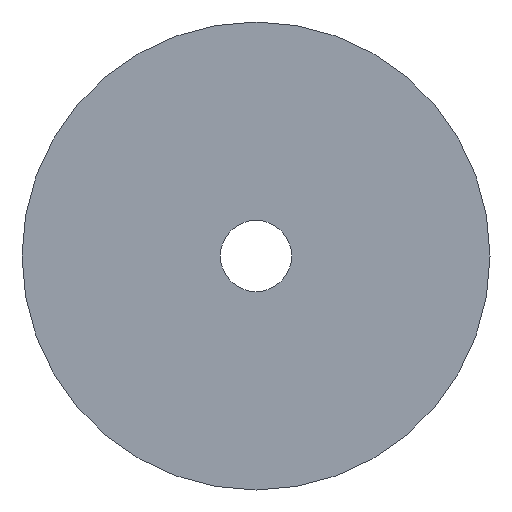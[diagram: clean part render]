
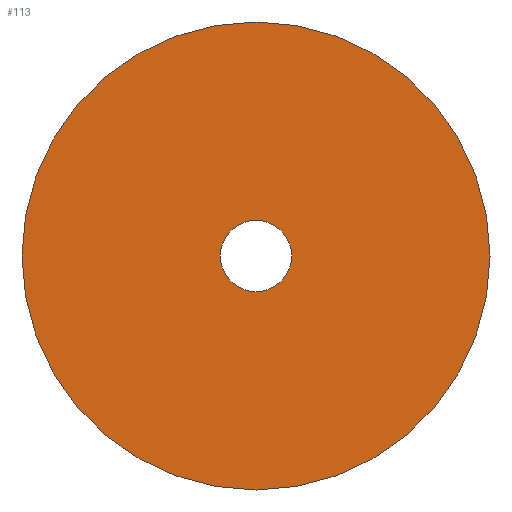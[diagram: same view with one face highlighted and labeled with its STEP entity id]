
A CAD part, front view. The second image highlights one B-rep face of the part: STEP entity #113.
In plain terms, the highlighted planar face has unit normal (0, -1, 0).
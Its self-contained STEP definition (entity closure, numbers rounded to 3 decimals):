
#21=PLANE('',#133);
#30=FACE_BOUND('',#57,.T.);
#39=FACE_OUTER_BOUND('',#56,.T.);
#56=EDGE_LOOP('',(#101));
#57=EDGE_LOOP('',(#102));
#61=CIRCLE('',#122,11.5);
#62=CIRCLE('',#124,1.75);
#70=VERTEX_POINT('',#182);
#71=VERTEX_POINT('',#185);
#79=EDGE_CURVE('',#70,#70,#61,.T.);
#80=EDGE_CURVE('',#71,#71,#62,.T.);
#101=ORIENTED_EDGE('',*,*,#79,.F.);
#102=ORIENTED_EDGE('',*,*,#80,.T.);
#113=ADVANCED_FACE('',(#39,#30),#21,.F.);
#122=AXIS2_PLACEMENT_3D('',#183,#148,#149);
#124=AXIS2_PLACEMENT_3D('',#186,#152,#153);
#133=AXIS2_PLACEMENT_3D('',#199,#170,#171);
#148=DIRECTION('center_axis',(0.,1.,0.));
#149=DIRECTION('ref_axis',(1.,0.,0.));
#152=DIRECTION('center_axis',(0.,1.,0.));
#153=DIRECTION('ref_axis',(-1.,0.,0.));
#170=DIRECTION('center_axis',(0.,1.,0.));
#171=DIRECTION('ref_axis',(0.,0.,1.));
#182=CARTESIAN_POINT('',(11.5,0.,0.));
#183=CARTESIAN_POINT('Origin',(0.,0.,0.));
#185=CARTESIAN_POINT('',(1.75,0.,0.));
#186=CARTESIAN_POINT('Origin',(0.,0.,0.));
#199=CARTESIAN_POINT('Origin',(0.,0.,0.));
